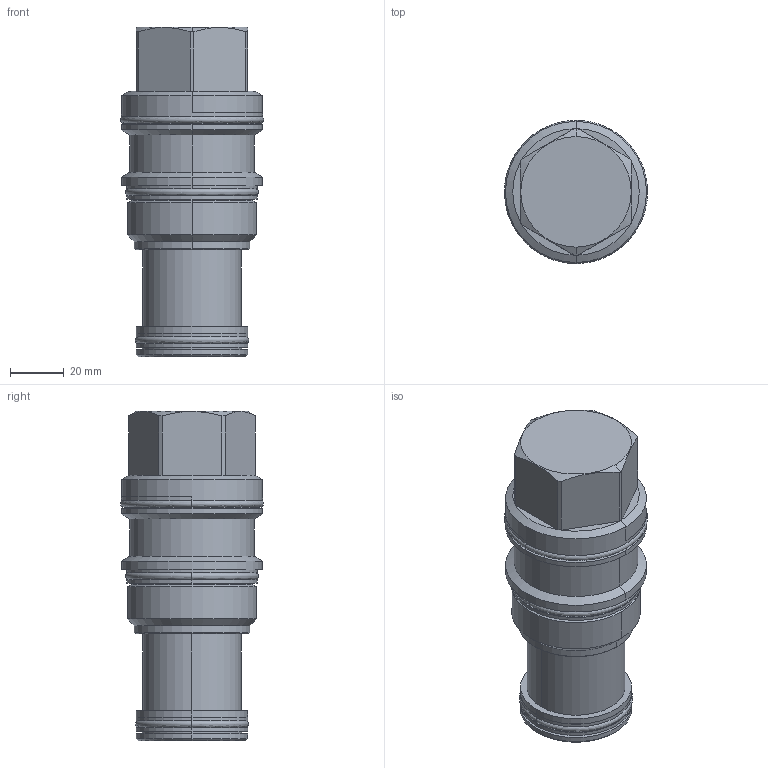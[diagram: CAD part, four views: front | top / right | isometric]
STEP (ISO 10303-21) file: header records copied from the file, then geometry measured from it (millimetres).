
FILE_DESCRIPTION((''),'2;1');
FILE_NAME('CNID-XCN_PRT','2009-04-24T',('Administrator'),(''),'PRO/ENGINEER BY PARAMETRIC TECHNOLOGY CORPORATION, 2006240','PRO/ENGINEER BY PARAMETRIC TECHNOLOGY CORPORATION, 2006240','');
FILE_SCHEMA(('CONFIG_CONTROL_DESIGN'));
Length unit declared in the file: inch
Products named in the file (1): CNID-XCN_PRT
Bounding box: 53.06 x 53.06 x 122.2 mm (x, y, z)
Volume: 177494.3 mm3; surface area: 31386.7 mm2
Topology: 4 solids, 4 shells, 162 faces, 350 edges, 210 vertices
Faces by surface type: cylinder 62, plane 36, cone 34, torus 16, revolution 12, sphere 2
Entity records: 5380 total; most frequent: CARTESIAN_POINT 1710, DIRECTION 824, ORIENTED_EDGE 700, AXIS2_PLACEMENT_3D 350, EDGE_CURVE 350, VERTEX_POINT 210, CIRCLE 200, EDGE_LOOP 186
